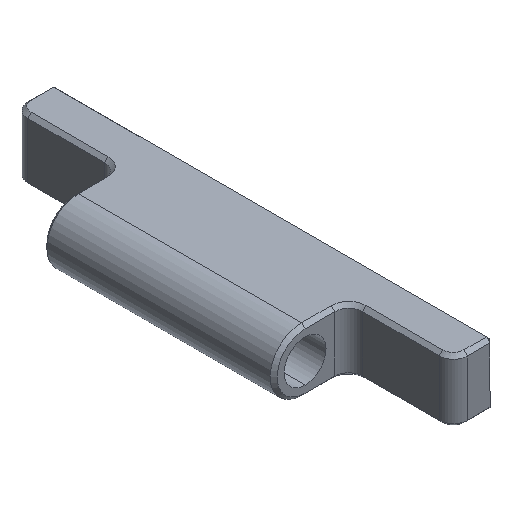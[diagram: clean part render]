
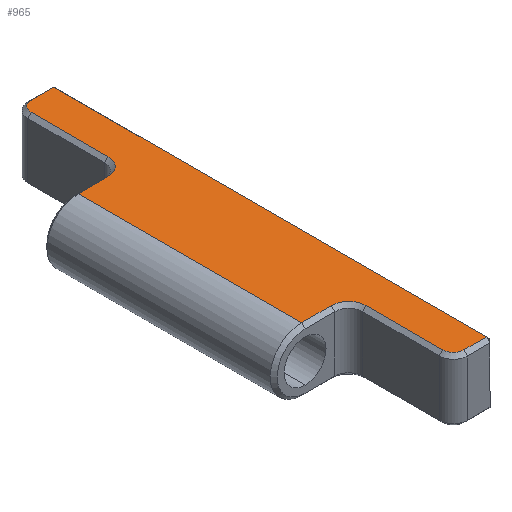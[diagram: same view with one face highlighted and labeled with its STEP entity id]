
A CAD part, isometric view. The second image highlights one B-rep face of the part: STEP entity #965.
In plain terms, the highlighted planar face has unit normal (0, 0, 1).
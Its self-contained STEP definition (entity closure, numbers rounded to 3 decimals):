
#10 = DIRECTION ( 'NONE',  ( 0., 0., 1. ) ) ;
#43 = EDGE_CURVE ( 'NONE', #668, #81, #314, .T. ) ;
#49 = ORIENTED_EDGE ( 'NONE', *, *, #1015, .T. ) ;
#62 = VECTOR ( 'NONE', #1030, 1000. ) ;
#76 = VERTEX_POINT ( 'NONE', #836 ) ;
#81 = VERTEX_POINT ( 'NONE', #735 ) ;
#113 = CARTESIAN_POINT ( 'NONE',  ( 5.5, 31.5, 4.5 ) ) ;
#123 = ORIENTED_EDGE ( 'NONE', *, *, #842, .T. ) ;
#138 = LINE ( 'NONE', #1106, #684 ) ;
#146 = CARTESIAN_POINT ( 'NONE',  ( 2.25, 29.5, 4.5 ) ) ;
#149 = AXIS2_PLACEMENT_3D ( 'NONE', #167, #849, #1731 ) ;
#159 = CARTESIAN_POINT ( 'NONE',  ( 0.75, 18.5, 4.5 ) ) ;
#167 = CARTESIAN_POINT ( 'NONE',  ( -6., 31.5, 4.5 ) ) ;
#179 = CARTESIAN_POINT ( 'NONE',  ( -1.75, -16., 4.5 ) ) ;
#186 = CIRCLE ( 'NONE', #605, 1.5 ) ;
#198 = VERTEX_POINT ( 'NONE', #1356 ) ;
#204 = CARTESIAN_POINT ( 'NONE',  ( -6., -16., 4.5 ) ) ;
#228 = CARTESIAN_POINT ( 'NONE',  ( 0.75, -18.5, 4.5 ) ) ;
#236 = ORIENTED_EDGE ( 'NONE', *, *, #1149, .T. ) ;
#239 = ORIENTED_EDGE ( 'NONE', *, *, #483, .T. ) ;
#246 = LINE ( 'NONE', #113, #1745 ) ;
#249 = VERTEX_POINT ( 'NONE', #894 ) ;
#261 = EDGE_CURVE ( 'NONE', #76, #198, #1632, .T. ) ;
#264 = DIRECTION ( 'NONE',  ( -1., 0., 0. ) ) ;
#287 = CARTESIAN_POINT ( 'NONE',  ( -6., -31., 4.5 ) ) ;
#314 = LINE ( 'NONE', #179, #62 ) ;
#363 = AXIS2_PLACEMENT_3D ( 'NONE', #1637, #792, #916 ) ;
#378 = VERTEX_POINT ( 'NONE', #1770 ) ;
#382 = DIRECTION ( 'NONE',  ( -1., 0., 0. ) ) ;
#407 = CARTESIAN_POINT ( 'NONE',  ( 0.75, 29.5, 4.5 ) ) ;
#442 = ORIENTED_EDGE ( 'NONE', *, *, #877, .T. ) ;
#459 = VECTOR ( 'NONE', #1347, 1000. ) ;
#483 = EDGE_CURVE ( 'NONE', #81, #1795, #624, .T. ) ;
#522 = VECTOR ( 'NONE', #1712, 1000. ) ;
#554 = DIRECTION ( 'NONE',  ( -1., 0., 0. ) ) ;
#556 = CARTESIAN_POINT ( 'NONE',  ( 0.75, -29.5, 4.5 ) ) ;
#574 = DIRECTION ( 'NONE',  ( 0., 0., -1. ) ) ;
#589 = EDGE_CURVE ( 'NONE', #1737, #668, #1141, .T. ) ;
#605 = AXIS2_PLACEMENT_3D ( 'NONE', #146, #10, #1705 ) ;
#624 = CIRCLE ( 'NONE', #1005, 2.5 ) ;
#668 = VERTEX_POINT ( 'NONE', #204 ) ;
#684 = VECTOR ( 'NONE', #264, 1000. ) ;
#712 = CIRCLE ( 'NONE', #363, 2.5 ) ;
#716 = FACE_OUTER_BOUND ( 'NONE', #1730, .T. ) ;
#735 = CARTESIAN_POINT ( 'NONE',  ( -1.75, -16., 4.5 ) ) ;
#761 = ORIENTED_EDGE ( 'NONE', *, *, #1056, .T. ) ;
#792 = DIRECTION ( 'NONE',  ( 0., 0., -1. ) ) ;
#836 = CARTESIAN_POINT ( 'NONE',  ( 5.5, 31., 4.5 ) ) ;
#842 = EDGE_CURVE ( 'NONE', #1751, #1737, #138, .T. ) ;
#849 = DIRECTION ( 'NONE',  ( 0., 0., -1. ) ) ;
#873 = CARTESIAN_POINT ( 'NONE',  ( -1.75, 16., 4.5 ) ) ;
#877 = EDGE_CURVE ( 'NONE', #249, #76, #246, .T. ) ;
#894 = CARTESIAN_POINT ( 'NONE',  ( 5.5, -31., 4.5 ) ) ;
#907 = ORIENTED_EDGE ( 'NONE', *, *, #1183, .T. ) ;
#916 = DIRECTION ( 'NONE',  ( -1., 0., 0. ) ) ;
#952 = LINE ( 'NONE', #287, #1459 ) ;
#957 = CARTESIAN_POINT ( 'NONE',  ( -1.75, -18.5, 4.5 ) ) ;
#965 = ADVANCED_FACE ( 'NONE', ( #716 ), #1439, .F. ) ;
#987 = LINE ( 'NONE', #1274, #522 ) ;
#1005 = AXIS2_PLACEMENT_3D ( 'NONE', #957, #574, #554 ) ;
#1015 = EDGE_CURVE ( 'NONE', #198, #1611, #186, .T. ) ;
#1030 = DIRECTION ( 'NONE',  ( 1., 0., 0. ) ) ;
#1052 = ORIENTED_EDGE ( 'NONE', *, *, #1305, .T. ) ;
#1056 = EDGE_CURVE ( 'NONE', #1740, #249, #952, .T. ) ;
#1106 = CARTESIAN_POINT ( 'NONE',  ( -6., 16., 4.5 ) ) ;
#1141 = LINE ( 'NONE', #1548, #1338 ) ;
#1149 = EDGE_CURVE ( 'NONE', #1611, #1661, #987, .T. ) ;
#1158 = DIRECTION ( 'NONE',  ( 1., 0., 0. ) ) ;
#1162 = CARTESIAN_POINT ( 'NONE',  ( -6., 16., 4.5 ) ) ;
#1171 = ORIENTED_EDGE ( 'NONE', *, *, #1809, .T. ) ;
#1183 = EDGE_CURVE ( 'NONE', #1795, #378, #1816, .T. ) ;
#1198 = ORIENTED_EDGE ( 'NONE', *, *, #43, .T. ) ;
#1201 = CARTESIAN_POINT ( 'NONE',  ( 2.25, 31., 4.5 ) ) ;
#1274 = CARTESIAN_POINT ( 'NONE',  ( 0.75, 31.5, 4.5 ) ) ;
#1305 = EDGE_CURVE ( 'NONE', #378, #1740, #1755, .T. ) ;
#1332 = ORIENTED_EDGE ( 'NONE', *, *, #589, .T. ) ;
#1338 = VECTOR ( 'NONE', #1708, 1000. ) ;
#1347 = DIRECTION ( 'NONE',  ( -1., 0., 0. ) ) ;
#1356 = CARTESIAN_POINT ( 'NONE',  ( 2.25, 31., 4.5 ) ) ;
#1439 = PLANE ( 'NONE',  #149 ) ;
#1459 = VECTOR ( 'NONE', #1158, 1000. ) ;
#1542 = DIRECTION ( 'NONE',  ( 0., -1., 0. ) ) ;
#1548 = CARTESIAN_POINT ( 'NONE',  ( -6., 31.5, 4.5 ) ) ;
#1611 = VERTEX_POINT ( 'NONE', #407 ) ;
#1632 = LINE ( 'NONE', #1201, #459 ) ;
#1637 = CARTESIAN_POINT ( 'NONE',  ( -1.75, 18.5, 4.5 ) ) ;
#1644 = VECTOR ( 'NONE', #1542, 1000. ) ;
#1661 = VERTEX_POINT ( 'NONE', #159 ) ;
#1690 = CARTESIAN_POINT ( 'NONE',  ( 2.25, -29.5, 4.5 ) ) ;
#1705 = DIRECTION ( 'NONE',  ( -1., 0., 0. ) ) ;
#1708 = DIRECTION ( 'NONE',  ( 0., -1., 0. ) ) ;
#1712 = DIRECTION ( 'NONE',  ( 0., -1., 0. ) ) ;
#1730 = EDGE_LOOP ( 'NONE', ( #1171, #123, #1332, #1198, #239, #907, #1052, #761, #442, #1793, #49, #236 ) ) ;
#1731 = DIRECTION ( 'NONE',  ( -1., 0., 0. ) ) ;
#1732 = CARTESIAN_POINT ( 'NONE',  ( 2.25, -31., 4.5 ) ) ;
#1737 = VERTEX_POINT ( 'NONE', #1162 ) ;
#1740 = VERTEX_POINT ( 'NONE', #1732 ) ;
#1745 = VECTOR ( 'NONE', #1826, 1000. ) ;
#1751 = VERTEX_POINT ( 'NONE', #873 ) ;
#1755 = CIRCLE ( 'NONE', #1782, 1.5 ) ;
#1763 = DIRECTION ( 'NONE',  ( 0., 0., 1. ) ) ;
#1770 = CARTESIAN_POINT ( 'NONE',  ( 0.75, -29.5, 4.5 ) ) ;
#1782 = AXIS2_PLACEMENT_3D ( 'NONE', #1690, #1763, #382 ) ;
#1793 = ORIENTED_EDGE ( 'NONE', *, *, #261, .T. ) ;
#1795 = VERTEX_POINT ( 'NONE', #228 ) ;
#1809 = EDGE_CURVE ( 'NONE', #1661, #1751, #712, .T. ) ;
#1816 = LINE ( 'NONE', #556, #1644 ) ;
#1826 = DIRECTION ( 'NONE',  ( 0., 1., 0. ) ) ;
